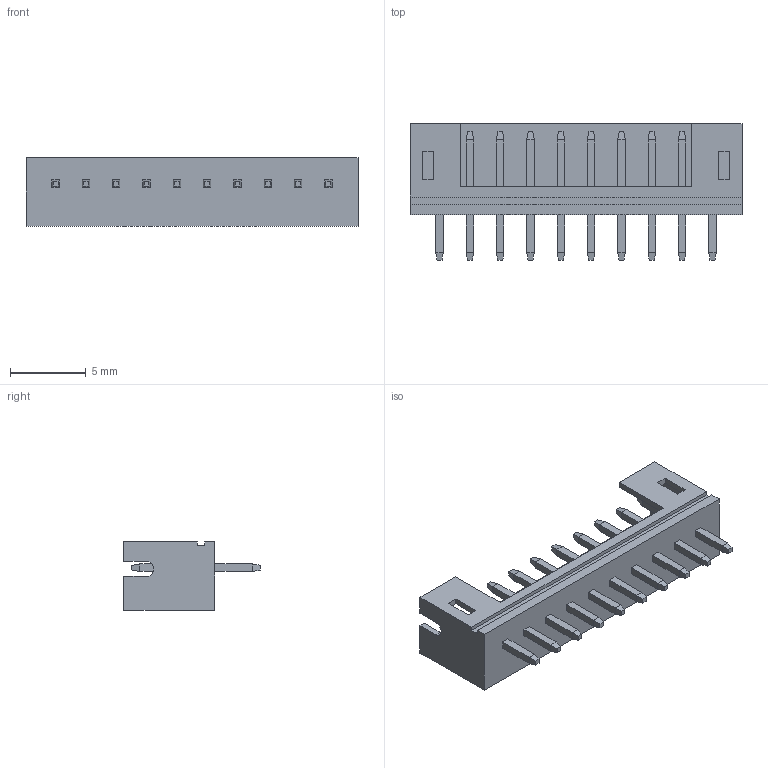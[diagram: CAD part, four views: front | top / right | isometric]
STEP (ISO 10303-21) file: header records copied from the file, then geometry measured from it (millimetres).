
FILE_DESCRIPTION (( 'STEP AP214' ), '1' );
FILE_NAME ('User Library-b10b-ph-ks.STEP', '2020-01-28T19:00:57', ( '' ), ( '' ), 'SwSTEP 2.0', 'SolidWorks 2019', '' );
FILE_SCHEMA (( 'AUTOMOTIVE_DESIGN' ));
Length unit declared in the file: millimetre
Products named in the file (1): User Library-b10b-ph-ks
Bounding box: 21.9 x 9 x 4.5 mm (x, y, z)
Volume: 142.8 mm3; surface area: 828.7 mm2
Topology: 1 solids, 1 shells, 214 faces, 496 edges, 304 vertices
Faces by surface type: plane 212, cylinder 2
Entity records: 7965 total; most frequent: CARTESIAN_POINT 1015, ORIENTED_EDGE 992, DIRECTION 930, EDGE_CURVE 496, LINE 492, VECTOR 492, VERTEX_POINT 304, EDGE_LOOP 238
